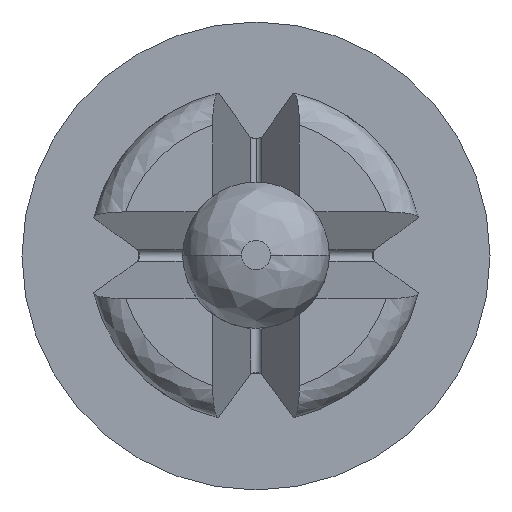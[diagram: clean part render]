
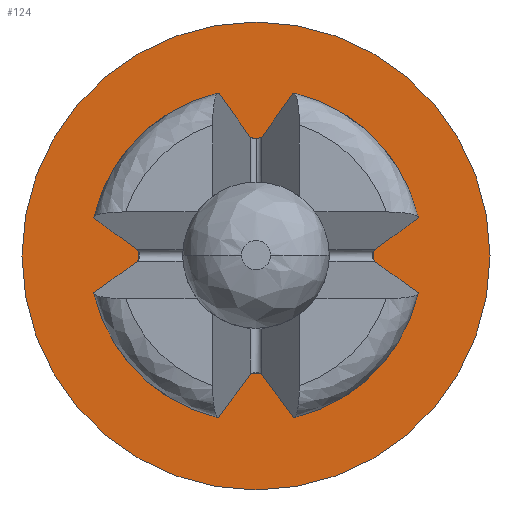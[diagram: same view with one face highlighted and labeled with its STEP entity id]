
A CAD part, top view. The second image highlights one B-rep face of the part: STEP entity #124.
In plain terms, the highlighted planar face has unit normal (0, 0, 1).
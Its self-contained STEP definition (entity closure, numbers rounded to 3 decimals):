
#44 = CARTESIAN_POINT ( 'NONE',  ( 4., 0., 0. ) ) ;
#51 = EDGE_CURVE ( 'NONE', #485, #237, #1382, .T. ) ;
#60 = ORIENTED_EDGE ( 'NONE', *, *, #558, .F. ) ;
#81 = CARTESIAN_POINT ( 'NONE',  ( 0., 0., 0. ) ) ;
#88 = CARTESIAN_POINT ( 'NONE',  ( -2., 0., 0. ) ) ;
#113 = DIRECTION ( 'NONE',  ( -1., 0., 0. ) ) ;
#124 = ADVANCED_FACE ( 'NONE', ( #836, #1311 ), #365, .F. ) ;
#237 = VERTEX_POINT ( 'NONE', #941 ) ;
#298 = DIRECTION ( 'NONE',  ( 0., 0., -1. ) ) ;
#306 = DIRECTION ( 'NONE',  ( 0., 0., 1. ) ) ;
#365 = PLANE ( 'NONE',  #504 ) ;
#393 = EDGE_CURVE ( 'NONE', #815, #1259, #781, .T. ) ;
#401 = ORIENTED_EDGE ( 'NONE', *, *, #51, .F. ) ;
#449 = DIRECTION ( 'NONE',  ( 0., -1., 0. ) ) ;
#476 = CARTESIAN_POINT ( 'NONE',  ( 2., 0., 0. ) ) ;
#485 = VERTEX_POINT ( 'NONE', #44 ) ;
#504 = AXIS2_PLACEMENT_3D ( 'NONE', #476, #1048, #449 ) ;
#520 = CIRCLE ( 'NONE', #647, 2. ) ;
#548 = CARTESIAN_POINT ( 'NONE',  ( 0., 0., 0. ) ) ;
#558 = EDGE_CURVE ( 'NONE', #237, #485, #1113, .T. ) ;
#564 = EDGE_LOOP ( 'NONE', ( #1323, #1349 ) ) ;
#647 = AXIS2_PLACEMENT_3D ( 'NONE', #81, #1531, #816 ) ;
#655 = DIRECTION ( 'NONE',  ( -1., 0., 0. ) ) ;
#705 = DIRECTION ( 'NONE',  ( 0., 0., -1. ) ) ;
#781 = CIRCLE ( 'NONE', #1379, 2. ) ;
#815 = VERTEX_POINT ( 'NONE', #1403 ) ;
#816 = DIRECTION ( 'NONE',  ( -1., 0., 0. ) ) ;
#823 = EDGE_LOOP ( 'NONE', ( #60, #401 ) ) ;
#836 = FACE_BOUND ( 'NONE', #564, .T. ) ;
#928 = AXIS2_PLACEMENT_3D ( 'NONE', #937, #705, #113 ) ;
#937 = CARTESIAN_POINT ( 'NONE',  ( 0., 0., 0. ) ) ;
#941 = CARTESIAN_POINT ( 'NONE',  ( -4., 0., 0. ) ) ;
#1048 = DIRECTION ( 'NONE',  ( 0., 0., -1. ) ) ;
#1113 = CIRCLE ( 'NONE', #928, 4. ) ;
#1186 = AXIS2_PLACEMENT_3D ( 'NONE', #1397, #298, #1489 ) ;
#1259 = VERTEX_POINT ( 'NONE', #88 ) ;
#1294 = EDGE_CURVE ( 'NONE', #1259, #815, #520, .T. ) ;
#1311 = FACE_OUTER_BOUND ( 'NONE', #823, .T. ) ;
#1323 = ORIENTED_EDGE ( 'NONE', *, *, #1294, .F. ) ;
#1349 = ORIENTED_EDGE ( 'NONE', *, *, #393, .F. ) ;
#1379 = AXIS2_PLACEMENT_3D ( 'NONE', #548, #306, #655 ) ;
#1382 = CIRCLE ( 'NONE', #1186, 4. ) ;
#1397 = CARTESIAN_POINT ( 'NONE',  ( 0., 0., 0. ) ) ;
#1403 = CARTESIAN_POINT ( 'NONE',  ( 2., 0., 0. ) ) ;
#1489 = DIRECTION ( 'NONE',  ( -1., 0., 0. ) ) ;
#1531 = DIRECTION ( 'NONE',  ( 0., 0., 1. ) ) ;
